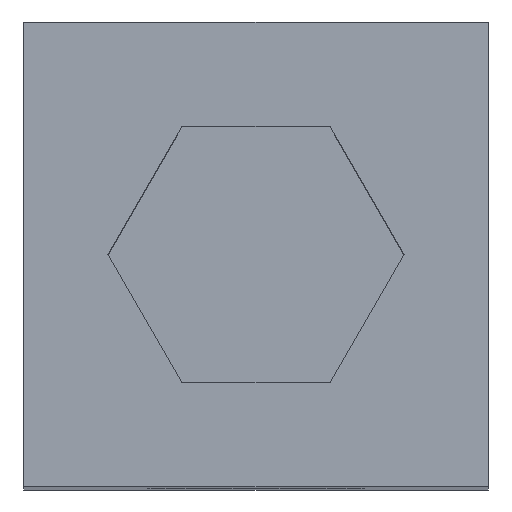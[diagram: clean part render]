
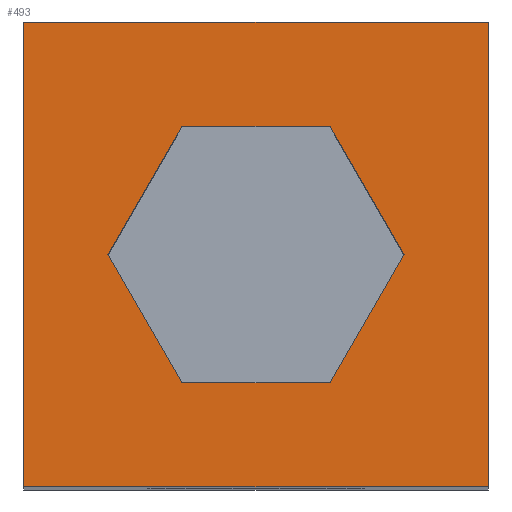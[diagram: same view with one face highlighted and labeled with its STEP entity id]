
A CAD part, top view. The second image highlights one B-rep face of the part: STEP entity #493.
In plain terms, the highlighted planar face has unit normal (0, 0, 1).
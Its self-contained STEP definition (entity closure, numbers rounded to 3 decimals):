
#12=LINE('',#698,#78);
#13=LINE('',#701,#79);
#14=LINE('',#703,#80);
#15=LINE('',#705,#81);
#16=LINE('',#706,#82);
#17=LINE('',#709,#83);
#18=LINE('',#711,#84);
#19=LINE('',#713,#85);
#20=LINE('',#715,#86);
#21=LINE('',#717,#87);
#78=VECTOR('',#573,1000.);
#79=VECTOR('',#574,1000.);
#80=VECTOR('',#575,1000.);
#81=VECTOR('',#576,1000.);
#82=VECTOR('',#577,1000.);
#83=VECTOR('',#578,1000.);
#84=VECTOR('',#579,1000.);
#85=VECTOR('',#580,1000.);
#86=VECTOR('',#581,1000.);
#87=VECTOR('',#582,1000.);
#144=PLANE('',#536);
#173=ORIENTED_EDGE('',*,*,#309,.F.);
#174=ORIENTED_EDGE('',*,*,#310,.T.);
#175=ORIENTED_EDGE('',*,*,#311,.T.);
#176=ORIENTED_EDGE('',*,*,#312,.F.);
#177=ORIENTED_EDGE('',*,*,#313,.F.);
#178=ORIENTED_EDGE('',*,*,#314,.F.);
#179=ORIENTED_EDGE('',*,*,#315,.F.);
#180=ORIENTED_EDGE('',*,*,#316,.F.);
#181=ORIENTED_EDGE('',*,*,#317,.F.);
#182=ORIENTED_EDGE('',*,*,#318,.F.);
#309=EDGE_CURVE('',#377,#378,#12,.T.);
#310=EDGE_CURVE('',#377,#379,#13,.T.);
#311=EDGE_CURVE('',#379,#380,#14,.T.);
#312=EDGE_CURVE('',#378,#380,#15,.T.);
#313=EDGE_CURVE('',#381,#382,#16,.T.);
#314=EDGE_CURVE('',#383,#381,#17,.T.);
#315=EDGE_CURVE('',#384,#383,#18,.T.);
#316=EDGE_CURVE('',#385,#384,#19,.T.);
#317=EDGE_CURVE('',#386,#385,#20,.T.);
#318=EDGE_CURVE('',#382,#386,#21,.T.);
#377=VERTEX_POINT('',#699);
#378=VERTEX_POINT('',#700);
#379=VERTEX_POINT('',#702);
#380=VERTEX_POINT('',#704);
#381=VERTEX_POINT('',#707);
#382=VERTEX_POINT('',#708);
#383=VERTEX_POINT('',#710);
#384=VERTEX_POINT('',#712);
#385=VERTEX_POINT('',#714);
#386=VERTEX_POINT('',#716);
#425=EDGE_LOOP('',(#173,#174,#175,#176));
#426=EDGE_LOOP('',(#177,#178,#179,#180,#181,#182));
#459=FACE_BOUND('',#425,.T.);
#460=FACE_BOUND('',#426,.T.);
#493=ADVANCED_FACE('',(#459,#460),#144,.T.);
#536=AXIS2_PLACEMENT_3D('',#697,#571,#572);
#571=DIRECTION('',(0.,0.,1.));
#572=DIRECTION('',(1.,0.,0.));
#573=DIRECTION('',(0.,-1.,0.));
#574=DIRECTION('',(-1.,0.,0.));
#575=DIRECTION('',(0.,-1.,0.));
#576=DIRECTION('',(-1.,0.,0.));
#577=DIRECTION('',(-0.5,0.866,0.));
#578=DIRECTION('',(0.5,0.866,0.));
#579=DIRECTION('',(1.,0.,0.));
#580=DIRECTION('',(0.5,-0.866,0.));
#581=DIRECTION('',(-0.5,-0.866,0.));
#582=DIRECTION('',(-1.,0.,0.));
#697=CARTESIAN_POINT('',(0.,0.,40.));
#698=CARTESIAN_POINT('',(4.8,0.,40.));
#699=CARTESIAN_POINT('',(4.8,4.8,40.));
#700=CARTESIAN_POINT('',(4.8,-4.8,40.));
#701=CARTESIAN_POINT('',(0.,4.8,40.));
#702=CARTESIAN_POINT('',(-4.8,4.8,40.));
#703=CARTESIAN_POINT('',(-4.8,0.,40.));
#704=CARTESIAN_POINT('',(-4.8,-4.8,40.));
#705=CARTESIAN_POINT('',(0.,-4.8,40.));
#706=CARTESIAN_POINT('',(2.295,1.325,40.));
#707=CARTESIAN_POINT('',(3.06,0.,40.));
#708=CARTESIAN_POINT('',(1.53,2.65,40.));
#709=CARTESIAN_POINT('',(2.295,-1.325,40.));
#710=CARTESIAN_POINT('',(1.53,-2.65,40.));
#711=CARTESIAN_POINT('',(0.,-2.65,40.));
#712=CARTESIAN_POINT('',(-1.53,-2.65,40.));
#713=CARTESIAN_POINT('',(-2.295,-1.325,40.));
#714=CARTESIAN_POINT('',(-3.06,0.,40.));
#715=CARTESIAN_POINT('',(-2.295,1.325,40.));
#716=CARTESIAN_POINT('',(-1.53,2.65,40.));
#717=CARTESIAN_POINT('',(0.,2.65,40.));
